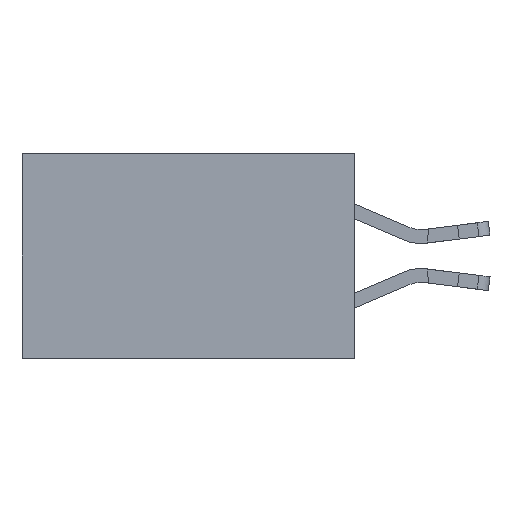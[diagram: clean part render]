
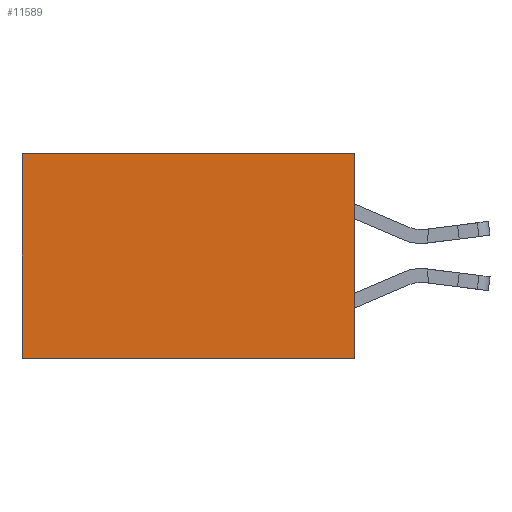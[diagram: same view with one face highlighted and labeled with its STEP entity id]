
A CAD part, left-side view. The second image highlights one B-rep face of the part: STEP entity #11589.
In plain terms, the highlighted planar face has unit normal (-1, 0, 0).
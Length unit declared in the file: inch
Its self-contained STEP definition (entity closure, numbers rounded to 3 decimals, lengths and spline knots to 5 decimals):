
#181 = LINE ( 'NONE', #8476, #17436 ) ;
#948 = VERTEX_POINT ( 'NONE', #4152 ) ;
#1188 = LINE ( 'NONE', #18602, #17438 ) ;
#1222 = CARTESIAN_POINT ( 'NONE',  ( 0.298, 0., -0.37 ) ) ;
#1785 = VERTEX_POINT ( 'NONE', #1222 ) ;
#1910 = DIRECTION ( 'NONE',  ( 0., 1., 0. ) ) ;
#2805 = EDGE_CURVE ( 'NONE', #8752, #18575, #3796, .T. ) ;
#3796 = LINE ( 'NONE', #5101, #9463 ) ;
#4152 = CARTESIAN_POINT ( 'NONE',  ( 0.298, 0., 0. ) ) ;
#4157 = LINE ( 'NONE', #11244, #17690 ) ;
#5101 = CARTESIAN_POINT ( 'NONE',  ( 0.298, 0.6, 0. ) ) ;
#6480 = CARTESIAN_POINT ( 'NONE',  ( 0.298, 0.6, 0. ) ) ;
#7779 = ORIENTED_EDGE ( 'NONE', *, *, #17426, .F. ) ;
#8286 = DIRECTION ( 'NONE',  ( 0., 0., -1. ) ) ;
#8467 = ORIENTED_EDGE ( 'NONE', *, *, #8536, .F. ) ;
#8476 = CARTESIAN_POINT ( 'NONE',  ( 0.298, 0., 0. ) ) ;
#8536 = EDGE_CURVE ( 'NONE', #1785, #18575, #4157, .T. ) ;
#8752 = VERTEX_POINT ( 'NONE', #6480 ) ;
#9463 = VECTOR ( 'NONE', #19078, 39.37008 ) ;
#9684 = ORIENTED_EDGE ( 'NONE', *, *, #2805, .T. ) ;
#9947 = PLANE ( 'NONE',  #16504 ) ;
#10396 = ORIENTED_EDGE ( 'NONE', *, *, #12028, .T. ) ;
#11244 = CARTESIAN_POINT ( 'NONE',  ( 0.298, 0., -0.37 ) ) ;
#11589 = ADVANCED_FACE ( 'NONE', ( #13647 ), #9947, .F. ) ;
#11721 = DIRECTION ( 'NONE',  ( 0., 0., -1. ) ) ;
#12028 = EDGE_CURVE ( 'NONE', #948, #8752, #1188, .T. ) ;
#13647 = FACE_OUTER_BOUND ( 'NONE', #16270, .T. ) ;
#14521 = CARTESIAN_POINT ( 'NONE',  ( 0.298, 0., 0. ) ) ;
#16068 = DIRECTION ( 'NONE',  ( 1., 0., 0. ) ) ;
#16270 = EDGE_LOOP ( 'NONE', ( #9684, #8467, #7779, #10396 ) ) ;
#16504 = AXIS2_PLACEMENT_3D ( 'NONE', #14521, #16068, #8286 ) ;
#17231 = DIRECTION ( 'NONE',  ( 0., 1., 0. ) ) ;
#17426 = EDGE_CURVE ( 'NONE', #948, #1785, #181, .T. ) ;
#17436 = VECTOR ( 'NONE', #11721, 39.37008 ) ;
#17438 = VECTOR ( 'NONE', #17231, 39.37008 ) ;
#17690 = VECTOR ( 'NONE', #1910, 39.37008 ) ;
#18575 = VERTEX_POINT ( 'NONE', #18683 ) ;
#18602 = CARTESIAN_POINT ( 'NONE',  ( 0.298, 0., 0. ) ) ;
#18683 = CARTESIAN_POINT ( 'NONE',  ( 0.298, 0.6, -0.37 ) ) ;
#19078 = DIRECTION ( 'NONE',  ( 0., 0., -1. ) ) ;
